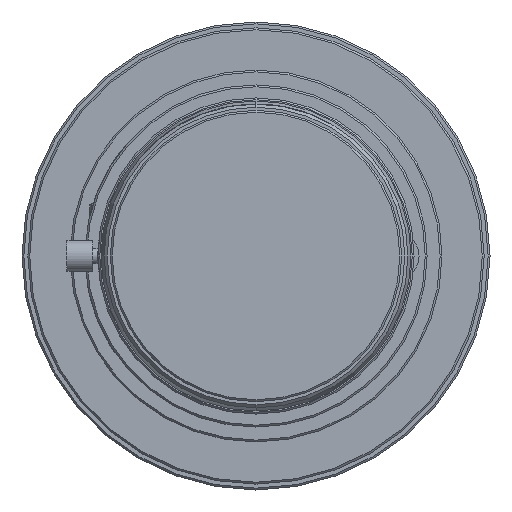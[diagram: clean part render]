
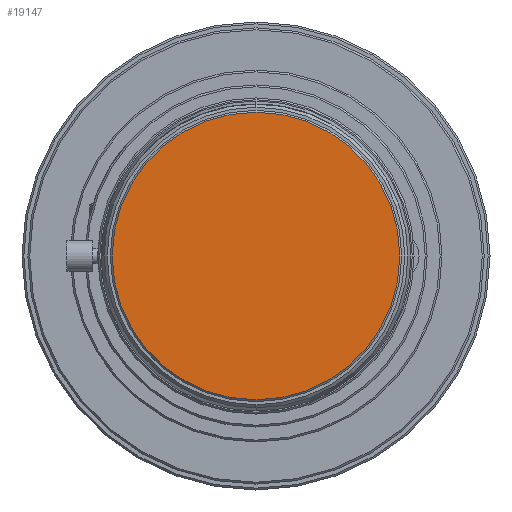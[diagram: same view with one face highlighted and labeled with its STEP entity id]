
A CAD part, left-side view. The second image highlights one B-rep face of the part: STEP entity #19147.
In plain terms, the highlighted planar face has unit normal (-1, 0, 0).
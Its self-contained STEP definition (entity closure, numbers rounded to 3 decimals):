
#414 = DIRECTION ( 'NONE',  ( -1., 0., 0. ) ) ;
#650 = AXIS2_PLACEMENT_3D ( 'NONE', #6484, #18859, #27503 ) ;
#1214 = VERTEX_POINT ( 'NONE', #4395 ) ;
#2441 = DIRECTION ( 'NONE',  ( 0., 0., -1. ) ) ;
#3621 = ORIENTED_EDGE ( 'NONE', *, *, #22671, .T. ) ;
#3805 = AXIS2_PLACEMENT_3D ( 'NONE', #19548, #19348, #2441 ) ;
#4004 = CARTESIAN_POINT ( 'NONE',  ( 0., 0., -23.2 ) ) ;
#4395 = CARTESIAN_POINT ( 'NONE',  ( 0., 0., 23.2 ) ) ;
#6484 = CARTESIAN_POINT ( 'NONE',  ( 0., 0., 0. ) ) ;
#8603 = CIRCLE ( 'NONE', #650, 23.2 ) ;
#12800 = VERTEX_POINT ( 'NONE', #4004 ) ;
#13723 = EDGE_CURVE ( 'NONE', #1214, #12800, #26110, .T. ) ;
#14164 = ORIENTED_EDGE ( 'NONE', *, *, #13723, .T. ) ;
#16290 = EDGE_LOOP ( 'NONE', ( #3621, #14164 ) ) ;
#17209 = AXIS2_PLACEMENT_3D ( 'NONE', #17423, #414, #23924 ) ;
#17423 = CARTESIAN_POINT ( 'NONE',  ( 0., 0., 0. ) ) ;
#18859 = DIRECTION ( 'NONE',  ( -1., 0., 0. ) ) ;
#19147 = ADVANCED_FACE ( 'NONE', ( #24683 ), #23520, .F. ) ;
#19348 = DIRECTION ( 'NONE',  ( 1., 0., 0. ) ) ;
#19548 = CARTESIAN_POINT ( 'NONE',  ( 0., 23.2, 0. ) ) ;
#22671 = EDGE_CURVE ( 'NONE', #12800, #1214, #8603, .T. ) ;
#23520 = PLANE ( 'NONE',  #3805 ) ;
#23924 = DIRECTION ( 'NONE',  ( 0., 0., 1. ) ) ;
#24683 = FACE_OUTER_BOUND ( 'NONE', #16290, .T. ) ;
#26110 = CIRCLE ( 'NONE', #17209, 23.2 ) ;
#27503 = DIRECTION ( 'NONE',  ( 0., 0., 1. ) ) ;
